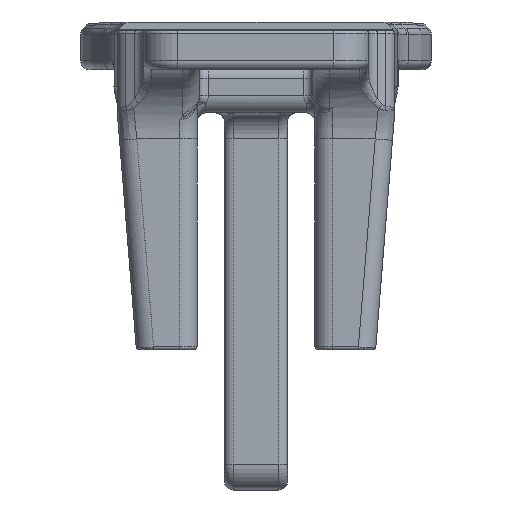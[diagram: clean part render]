
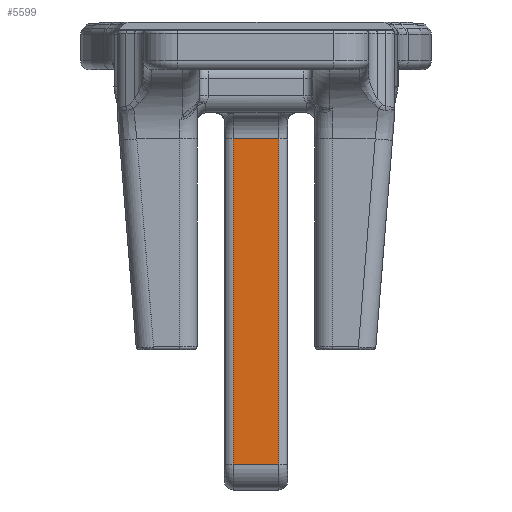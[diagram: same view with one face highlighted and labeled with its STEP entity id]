
A CAD part, front view. The second image highlights one B-rep face of the part: STEP entity #5599.
In plain terms, the highlighted planar face has unit normal (0, -1, 0).
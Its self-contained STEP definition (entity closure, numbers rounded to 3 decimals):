
#5344=CARTESIAN_POINT('Vertex',(2.65,184.75,-3.)) ;
#5347=CARTESIAN_POINT('Line Origine',(2.65,184.75,-19.25)) ;
#5351=CARTESIAN_POINT('Vertex',(2.65,184.75,-40.5)) ;
#5509=CARTESIAN_POINT('Line Origine',(0.,184.75,-40.5)) ;
#5513=CARTESIAN_POINT('Vertex',(-2.65,184.75,-40.5)) ;
#5576=CARTESIAN_POINT('Axis2P3D Location',(0.,184.75,5.)) ;
#5581=CARTESIAN_POINT('Line Origine',(-2.65,184.75,-21.75)) ;
#5585=CARTESIAN_POINT('Vertex',(-2.65,184.75,-3.)) ;
#5588=CARTESIAN_POINT('Line Origine',(0.,184.75,-3.)) ;
#5348=DIRECTION('Vector Direction',(0.,0.,-1.)) ;
#5510=DIRECTION('Vector Direction',(-1.,0.,0.)) ;
#5577=DIRECTION('Axis2P3D Direction',(0.,1.,0.)) ;
#5578=DIRECTION('Axis2P3D XDirection',(0.,0.,-1.)) ;
#5582=DIRECTION('Vector Direction',(0.,0.,1.)) ;
#5589=DIRECTION('Vector Direction',(-1.,0.,0.)) ;
#5579=AXIS2_PLACEMENT_3D('Plane Axis2P3D',#5576,#5577,#5578) ;
#5594=ORIENTED_EDGE('',*,*,#5587,.T.) ;
#5595=ORIENTED_EDGE('',*,*,#5515,.F.) ;
#5596=ORIENTED_EDGE('',*,*,#5353,.F.) ;
#5597=ORIENTED_EDGE('',*,*,#5592,.T.) ;
#5349=VECTOR('Line Direction',#5348,1.) ;
#5511=VECTOR('Line Direction',#5510,1.) ;
#5583=VECTOR('Line Direction',#5582,1.) ;
#5590=VECTOR('Line Direction',#5589,1.) ;
#5599=ADVANCED_FACE('Corps principal',(#5598),#5580,.F.) ;
#5353=EDGE_CURVE('',#5345,#5352,#5350,.T.) ;
#5515=EDGE_CURVE('',#5352,#5514,#5512,.T.) ;
#5587=EDGE_CURVE('',#5586,#5514,#5584,.F.) ;
#5592=EDGE_CURVE('',#5345,#5586,#5591,.T.) ;
#5593=EDGE_LOOP('',(#5594,#5595,#5596,#5597)) ;
#5598=FACE_OUTER_BOUND('',#5593,.T.) ;
#5350=LINE('Line',#5347,#5349) ;
#5512=LINE('Line',#5509,#5511) ;
#5584=LINE('Line',#5581,#5583) ;
#5591=LINE('Line',#5588,#5590) ;
#5580=PLANE('Plane',#5579) ;
#5345=VERTEX_POINT('',#5344) ;
#5352=VERTEX_POINT('',#5351) ;
#5514=VERTEX_POINT('',#5513) ;
#5586=VERTEX_POINT('',#5585) ;
